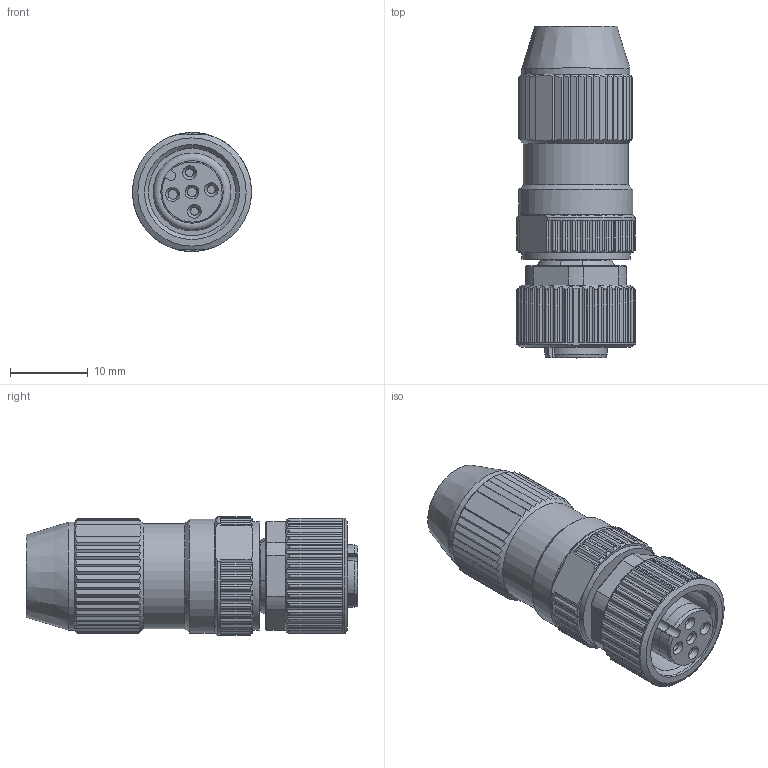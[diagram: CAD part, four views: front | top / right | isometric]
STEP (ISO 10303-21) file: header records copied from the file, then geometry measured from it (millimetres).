
FILE_DESCRIPTION(/* description */ (''),/* implementation_level */ '2;1');
FILE_NAME(/* name */ 'WAKC3S.stp',/* time_stamp */ '2016-12-09T09:42:14+01:00',/* author */ (''),/* organization */ (''),/* preprocessor_version */ 'ST-DEVELOPER v16',/* originating_system */ 'SIEMENS PLM Software NX 10.0',/* authorisation */ '');
FILE_SCHEMA (('AUTOMOTIVE_DESIGN { 1 0 10303 214 3 1 1 1 }'));
Length unit declared in the file: millimetre
Products named in the file (1): 100578039ugm000_a
Bounding box: 15.3 x 42.65 x 15.3 mm (x, y, z)
Volume: 6002.3 mm3; surface area: 3055.3 mm2
Topology: 1 solids, 1 shells, 447 faces, 1271 edges, 838 vertices
Faces by surface type: plane 263, cylinder 156, cone 24, torus 2, bspline 2
Full cylindrical faces by diameter (mm): 1 x3, 1.2 x2, 5.6 x1, 8 x1, 8.05 x1, 11.2 x1, 12.2 x1, 13.5 x1, 13.9 x1, 14 x1, 14.7 x1
Entity records: 16053 total; most frequent: CARTESIAN_POINT 5479, ORIENTED_EDGE 2474, DIRECTION 1886, EDGE_CURVE 1237, VERTEX_POINT 832, AXIS2_PLACEMENT_3D 661, LINE 564, VECTOR 564
